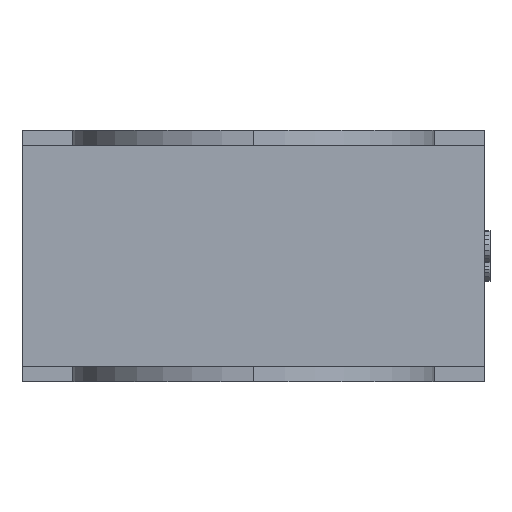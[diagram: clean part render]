
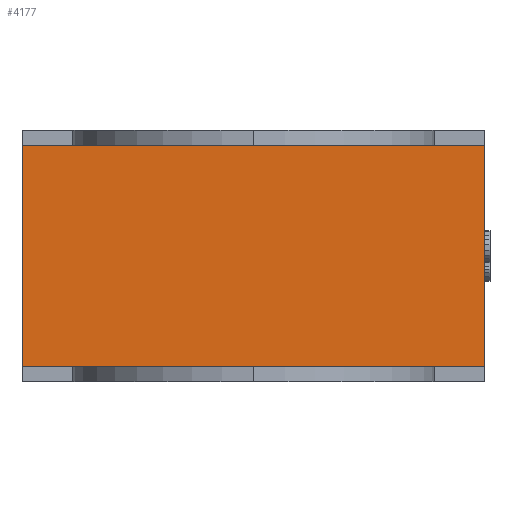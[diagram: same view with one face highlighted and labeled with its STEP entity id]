
A CAD part, front view. The second image highlights one B-rep face of the part: STEP entity #4177.
In plain terms, the highlighted planar face has unit normal (0, -1, 0).
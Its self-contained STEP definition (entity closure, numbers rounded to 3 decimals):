
#441=DIRECTION('',(0.,0.,-1.));
#442=VECTOR('',#441,13.2);
#443=CARTESIAN_POINT('',(13.8,-15.,6.6));
#444=LINE('',#443,#442);
#947=DIRECTION('',(1.,0.,0.));
#948=VECTOR('',#947,27.6);
#949=CARTESIAN_POINT('',(-13.8,-15.,-6.6));
#950=LINE('',#949,#948);
#975=DIRECTION('',(0.,0.,1.));
#976=VECTOR('',#975,13.2);
#977=CARTESIAN_POINT('',(-13.8,-15.,-6.6));
#978=LINE('',#977,#976);
#1253=DIRECTION('',(1.,0.,0.));
#1254=VECTOR('',#1253,27.6);
#1255=CARTESIAN_POINT('',(-13.8,-15.,6.6));
#1256=LINE('',#1255,#1254);
#2741=CARTESIAN_POINT('',(13.8,-15.,6.6));
#2743=VERTEX_POINT('',#2741);
#2745=CARTESIAN_POINT('',(-13.8,-15.,6.6));
#2746=VERTEX_POINT('',#2745);
#2753=CARTESIAN_POINT('',(13.8,-15.,-6.6));
#2755=VERTEX_POINT('',#2753);
#3093=CARTESIAN_POINT('',(-13.8,-15.,-6.6));
#3094=VERTEX_POINT('',#3093);
#4164=CARTESIAN_POINT('',(0.,-15.,0.));
#4165=DIRECTION('',(0.,1.,0.));
#4166=DIRECTION('',(1.,0.,0.));
#4167=AXIS2_PLACEMENT_3D('',#4164,#4165,#4166);
#4168=PLANE('',#4167);
#4169=ORIENTED_EDGE('',*,*,#3529,.F.);
#4171=ORIENTED_EDGE('',*,*,#4170,.T.);
#4173=ORIENTED_EDGE('',*,*,#4172,.T.);
#4174=ORIENTED_EDGE('',*,*,#3888,.T.);
#4175=EDGE_LOOP('',(#4169,#4171,#4173,#4174));
#4176=FACE_OUTER_BOUND('',#4175,.F.);
#4177=ADVANCED_FACE('',(#4176),#4168,.F.);
#3529=EDGE_CURVE('',#3094,#2755,#950,.T.);
#3888=EDGE_CURVE('',#2743,#2755,#444,.T.);
#4170=EDGE_CURVE('',#3094,#2746,#978,.T.);
#4172=EDGE_CURVE('',#2746,#2743,#1256,.T.);
